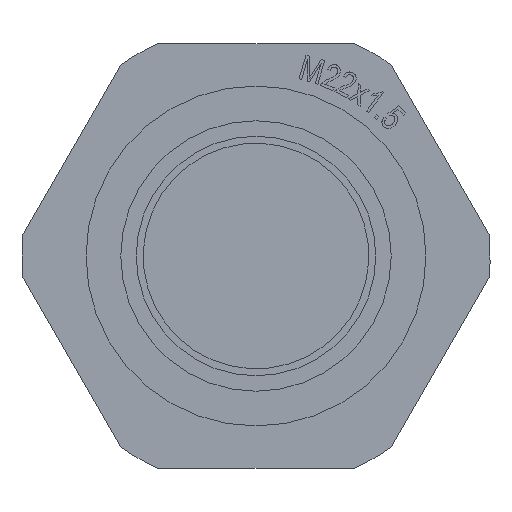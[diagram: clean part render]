
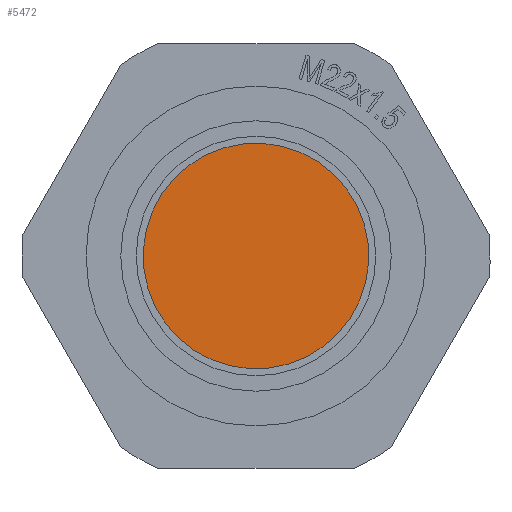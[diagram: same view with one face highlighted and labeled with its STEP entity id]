
A CAD part, front view. The second image highlights one B-rep face of the part: STEP entity #5472.
In plain terms, the highlighted planar face has unit normal (0, -1, 0).
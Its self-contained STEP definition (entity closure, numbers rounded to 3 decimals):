
#1515 = FACE_OUTER_BOUND ( 'NONE', #6666, .T. ) ;
#1636 = DIRECTION ( 'NONE',  ( 0., -1., 0. ) ) ;
#1908 = ORIENTED_EDGE ( 'NONE', *, *, #12324, .T. ) ;
#2067 = CIRCLE ( 'NONE', #2461, 7.3 ) ;
#2461 = AXIS2_PLACEMENT_3D ( 'NONE', #11181, #1636, #12767 ) ;
#4006 = CARTESIAN_POINT ( 'NONE',  ( 0., 32.2, 0. ) ) ;
#5472 = ADVANCED_FACE ( 'NONE', ( #1515 ), #16740, .F. ) ;
#5615 = DIRECTION ( 'NONE',  ( -0.895, 0., -0.446 ) ) ;
#5828 = VERTEX_POINT ( 'NONE', #20156 ) ;
#6666 = EDGE_LOOP ( 'NONE', ( #1908, #9811 ) ) ;
#8754 = DIRECTION ( 'NONE',  ( 0., -1., 0. ) ) ;
#9811 = ORIENTED_EDGE ( 'NONE', *, *, #18149, .T. ) ;
#11181 = CARTESIAN_POINT ( 'NONE',  ( 0., 32.2, 0. ) ) ;
#12324 = EDGE_CURVE ( 'NONE', #5828, #19363, #2067, .T. ) ;
#12767 = DIRECTION ( 'NONE',  ( -0.895, 0., -0.446 ) ) ;
#13296 = AXIS2_PLACEMENT_3D ( 'NONE', #18306, #8754, #19876 ) ;
#14467 = CIRCLE ( 'NONE', #13296, 7.3 ) ;
#15216 = DIRECTION ( 'NONE',  ( 0., 1., 0. ) ) ;
#16740 = PLANE ( 'NONE',  #17625 ) ;
#17625 = AXIS2_PLACEMENT_3D ( 'NONE', #4006, #15216, #5615 ) ;
#18149 = EDGE_CURVE ( 'NONE', #19363, #5828, #14467, .T. ) ;
#18306 = CARTESIAN_POINT ( 'NONE',  ( 0., 32.2, 0. ) ) ;
#19269 = CARTESIAN_POINT ( 'NONE',  ( -6.533, 32.2, -3.258 ) ) ;
#19363 = VERTEX_POINT ( 'NONE', #19269 ) ;
#19876 = DIRECTION ( 'NONE',  ( -0.895, 0., -0.446 ) ) ;
#20156 = CARTESIAN_POINT ( 'NONE',  ( 6.533, 32.2, 3.258 ) ) ;
